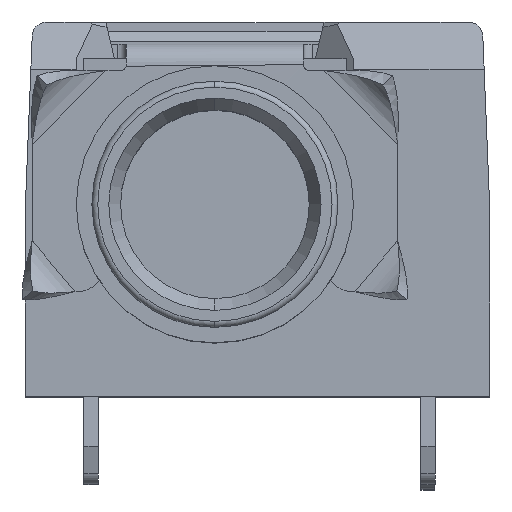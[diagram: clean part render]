
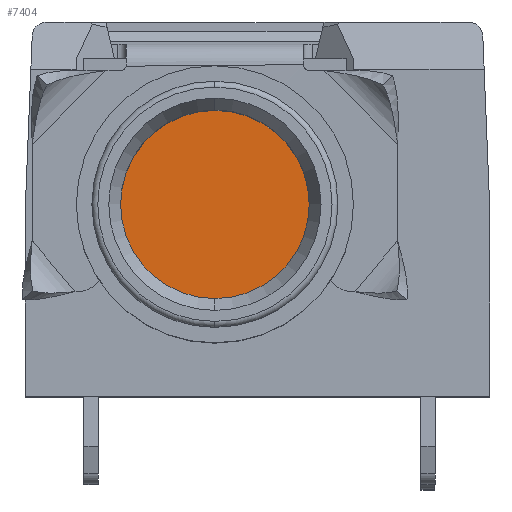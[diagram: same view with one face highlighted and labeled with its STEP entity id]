
A CAD part, top view. The second image highlights one B-rep face of the part: STEP entity #7404.
In plain terms, the highlighted planar face has unit normal (0, 0, 1).
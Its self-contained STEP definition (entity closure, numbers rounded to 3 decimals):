
#3439 = ORIENTED_EDGE ( 'NONE', *, *, #22450, .T. ) ;
#4737 = CIRCLE ( 'NONE', #12578, 3.2 ) ;
#4833 = ORIENTED_EDGE ( 'NONE', *, *, #16366, .T. ) ;
#4899 = EDGE_LOOP ( 'NONE', ( #4833, #3439 ) ) ;
#7404 = ADVANCED_FACE ( 'NONE', ( #8024 ), #15692, .T. ) ;
#8024 = FACE_OUTER_BOUND ( 'NONE', #4899, .T. ) ;
#8799 = DIRECTION ( 'NONE',  ( 0., 1., 0. ) ) ;
#9763 = VERTEX_POINT ( 'NONE', #15951 ) ;
#9881 = VERTEX_POINT ( 'NONE', #18545 ) ;
#10613 = CARTESIAN_POINT ( 'NONE',  ( 0., 0., 0. ) ) ;
#12124 = DIRECTION ( 'NONE',  ( 0., 0., 1. ) ) ;
#12578 = AXIS2_PLACEMENT_3D ( 'NONE', #22409, #22053, #18789 ) ;
#13956 = DIRECTION ( 'NONE',  ( 1., 0., 0. ) ) ;
#15692 = PLANE ( 'NONE',  #19844 ) ;
#15951 = CARTESIAN_POINT ( 'NONE',  ( 0., -3.2, 0. ) ) ;
#16311 = CIRCLE ( 'NONE', #19831, 3.2 ) ;
#16366 = EDGE_CURVE ( 'NONE', #9763, #9881, #4737, .T. ) ;
#18117 = DIRECTION ( 'NONE',  ( 0., 0., 1. ) ) ;
#18545 = CARTESIAN_POINT ( 'NONE',  ( 0., 3.2, 0. ) ) ;
#18789 = DIRECTION ( 'NONE',  ( 0., -1., 0. ) ) ;
#19831 = AXIS2_PLACEMENT_3D ( 'NONE', #10613, #18117, #8799 ) ;
#19844 = AXIS2_PLACEMENT_3D ( 'NONE', #21437, #12124, #13956 ) ;
#21437 = CARTESIAN_POINT ( 'NONE',  ( 0., 0., 0. ) ) ;
#22053 = DIRECTION ( 'NONE',  ( 0., 0., 1. ) ) ;
#22409 = CARTESIAN_POINT ( 'NONE',  ( 0., 0., 0. ) ) ;
#22450 = EDGE_CURVE ( 'NONE', #9881, #9763, #16311, .T. ) ;
